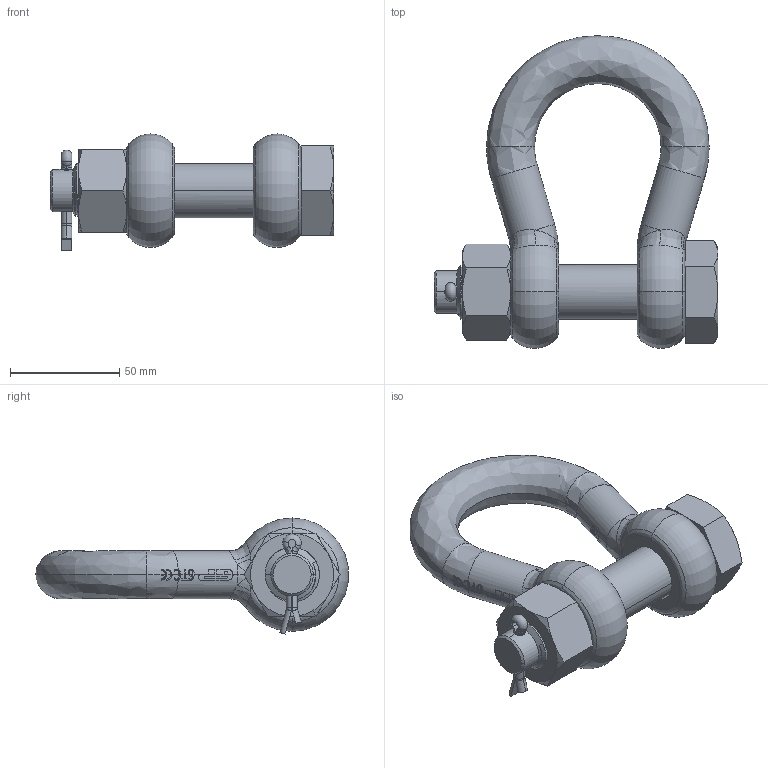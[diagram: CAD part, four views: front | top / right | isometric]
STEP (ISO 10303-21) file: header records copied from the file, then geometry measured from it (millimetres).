
FILE_DESCRIPTION(('STEP AP214'),'1');
FILE_NAME('gpghmb22.stp','2017-03-31T06:00:34',('TraceParts'),('TraceParts S.A.'),'Spatial InterOp 3D',' ',' ');
FILE_SCHEMA(('automotive_design'));
Length unit declared in the file: millimetre
Products named in the file (4): gpghmb22_1; gpghmb22_2; gpghmb22_3; gpghmb22_4
Bounding box: 130 x 143.31 x 53.17 mm (x, y, z)
Volume: 231873.3 mm3; surface area: 51809.8 mm2
Topology: 4 solids, 4 shells, 689 faces, 1903 edges, 1232 vertices
Faces by surface type: bspline 286, plane 234, cylinder 128, cone 30, torus 11
Entity records: 35674 total; most frequent: CARTESIAN_POINT 20708, ORIENTED_EDGE 3790, DIRECTION 2041, EDGE_CURVE 1895, VERTEX_POINT 1232, LINE 817, VECTOR 817, B_SPLINE_CURVE_WITH_KNOTS 734
